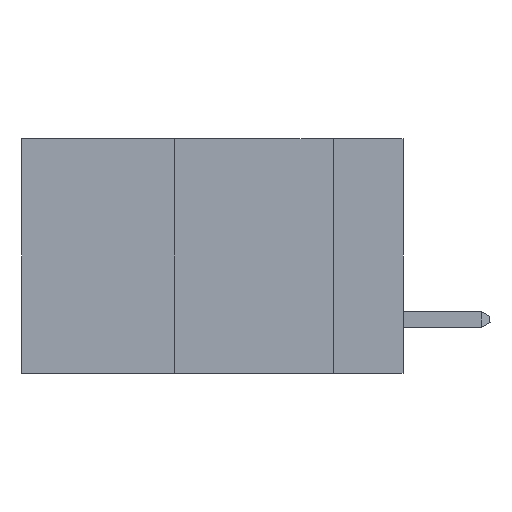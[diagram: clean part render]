
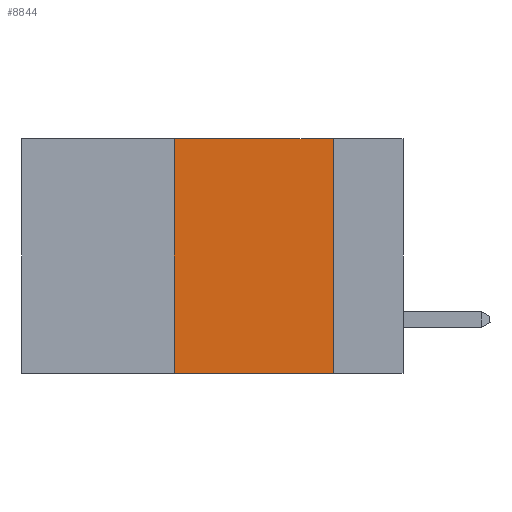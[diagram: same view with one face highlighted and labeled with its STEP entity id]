
A CAD part, left-side view. The second image highlights one B-rep face of the part: STEP entity #8844.
In plain terms, the highlighted planar face has unit normal (-1, 0, 0).
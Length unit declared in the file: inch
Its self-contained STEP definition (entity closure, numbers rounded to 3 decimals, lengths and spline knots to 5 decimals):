
#19 = DIRECTION ( 'NONE',  ( 0., -1., 0. ) ) ;
#334 = VECTOR ( 'NONE', #9984, 39.37008 ) ;
#468 = LINE ( 'NONE', #3577, #334 ) ;
#574 = LINE ( 'NONE', #959, #10255 ) ;
#912 = DIRECTION ( 'NONE',  ( 0., 0., -1. ) ) ;
#959 = CARTESIAN_POINT ( 'NONE',  ( 0., 0.11, 0. ) ) ;
#1588 = LINE ( 'NONE', #9521, #3769 ) ;
#1927 = EDGE_CURVE ( 'NONE', #2983, #3440, #574, .T. ) ;
#2197 = EDGE_LOOP ( 'NONE', ( #11043, #6137, #11438, #3231 ) ) ;
#2983 = VERTEX_POINT ( 'NONE', #9033 ) ;
#3231 = ORIENTED_EDGE ( 'NONE', *, *, #6294, .T. ) ;
#3440 = VERTEX_POINT ( 'NONE', #4828 ) ;
#3577 = CARTESIAN_POINT ( 'NONE',  ( 0., 0.36, 0. ) ) ;
#3769 = VECTOR ( 'NONE', #8665, 39.37008 ) ;
#3819 = CARTESIAN_POINT ( 'NONE',  ( 0., 0.36, -0.37 ) ) ;
#4148 = FACE_OUTER_BOUND ( 'NONE', #2197, .T. ) ;
#4167 = EDGE_CURVE ( 'NONE', #5084, #5770, #468, .T. ) ;
#4651 = DIRECTION ( 'NONE',  ( 1., 0., 0. ) ) ;
#4828 = CARTESIAN_POINT ( 'NONE',  ( 0., 0.11, -0.37 ) ) ;
#5084 = VERTEX_POINT ( 'NONE', #3819 ) ;
#5770 = VERTEX_POINT ( 'NONE', #9808 ) ;
#6137 = ORIENTED_EDGE ( 'NONE', *, *, #6476, .F. ) ;
#6294 = EDGE_CURVE ( 'NONE', #5084, #3440, #7362, .T. ) ;
#6471 = PLANE ( 'NONE',  #10016 ) ;
#6476 = EDGE_CURVE ( 'NONE', #5770, #2983, #1588, .T. ) ;
#7074 = VECTOR ( 'NONE', #19, 39.37008 ) ;
#7362 = LINE ( 'NONE', #10915, #7074 ) ;
#7420 = DIRECTION ( 'NONE',  ( 0., 0., -1. ) ) ;
#8665 = DIRECTION ( 'NONE',  ( 0., -1., 0. ) ) ;
#8844 = ADVANCED_FACE ( 'NONE', ( #4148 ), #6471, .F. ) ;
#9033 = CARTESIAN_POINT ( 'NONE',  ( 0., 0.11, 0. ) ) ;
#9521 = CARTESIAN_POINT ( 'NONE',  ( 0., 0.6, 0. ) ) ;
#9808 = CARTESIAN_POINT ( 'NONE',  ( 0., 0.36, 0. ) ) ;
#9984 = DIRECTION ( 'NONE',  ( 0., 0., 1. ) ) ;
#10016 = AXIS2_PLACEMENT_3D ( 'NONE', #11133, #4651, #912 ) ;
#10255 = VECTOR ( 'NONE', #7420, 39.37008 ) ;
#10915 = CARTESIAN_POINT ( 'NONE',  ( 0., 0.6, -0.37 ) ) ;
#11043 = ORIENTED_EDGE ( 'NONE', *, *, #1927, .F. ) ;
#11133 = CARTESIAN_POINT ( 'NONE',  ( 0., 0.6, 0. ) ) ;
#11438 = ORIENTED_EDGE ( 'NONE', *, *, #4167, .F. ) ;
